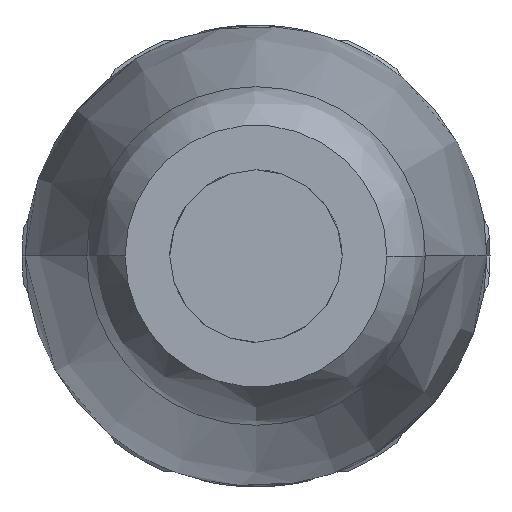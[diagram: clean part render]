
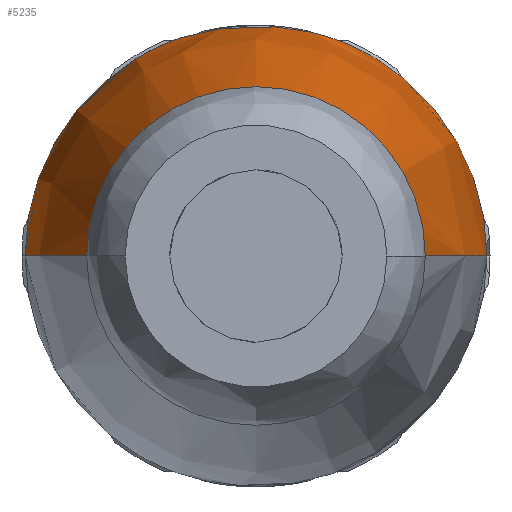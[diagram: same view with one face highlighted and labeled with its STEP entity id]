
A CAD part, front view. The second image highlights one B-rep face of the part: STEP entity #5235.
In plain terms, the highlighted face is a revolution surface.
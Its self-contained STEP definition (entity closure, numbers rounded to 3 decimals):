
#3687=SURFACE_OF_REVOLUTION('',#4677,#3691);
#3691=AXIS1_PLACEMENT('',#19453,#13516);
#4112=FACE_OUTER_BOUND('',#6015,.T.);
#4580=B_SPLINE_CURVE_WITH_KNOTS('',3,(#16765,#16766,#16767,#16768,#16769,
#16770,#16771,#16772,#16773,#16774,#16775,#16776,#16777,#16778,#16779,#16780,
#16781,#16782,#16783,#16784,#16785,#16786,#16787,#16788,#16789,#16790,#16791,
#16792,#16793,#16794,#16795,#16796,#16797,#16798,#16799,#16800,#16801,#16802,
#16803,#16804,#16805,#16806,#16807,#16808,#16809,#16810),.UNSPECIFIED.,
 .F.,.F.,(4,2,2,2,2,2,2,2,2,2,2,2,2,2,2,2,2,2,2,2,2,2,4),(0.,0.063,
0.094,0.109,0.125,0.188,
0.219,0.234,0.25,0.313,
0.375,0.5,0.563,0.625,0.688,0.719,
0.734,0.75,0.813,0.844,0.859,
0.875,1.),.UNSPECIFIED.);
#4581=B_SPLINE_CURVE_WITH_KNOTS('',3,(#16983,#16984,#16985,#16986),
 .UNSPECIFIED.,.F.,.F.,(4,4),(0.,1.),.UNSPECIFIED.);
#4671=B_SPLINE_CURVE_WITH_KNOTS('',3,(#19313,#19314,#19315,#19316,#19317,
#19318,#19319,#19320),.UNSPECIFIED.,.F.,.F.,(4,2,2,4),(0.,0.25,0.5,1.),
 .UNSPECIFIED.);
#4675=B_SPLINE_CURVE_WITH_KNOTS('',3,(#19422,#19423,#19424,#19425,#19426,
#19427,#19428,#19429,#19430),.UNSPECIFIED.,.F.,.F.,(4,1,1,1,1,1,4),(0.,
0.303,0.441,0.687,0.819,0.954,
1.),.UNSPECIFIED.);
#4676=B_SPLINE_CURVE_WITH_KNOTS('',3,(#19431,#19432,#19433,#19434,#19435,
#19436,#19437,#19438,#19439),.UNSPECIFIED.,.F.,.F.,(4,1,1,1,1,1,4),(0.,
0.046,0.181,0.313,0.559,0.697,
1.),.UNSPECIFIED.);
#4677=B_SPLINE_CURVE_WITH_KNOTS('',3,(#19442,#19443,#19444,#19445,#19446,
#19447,#19448,#19449,#19450,#19451,#19452),.UNSPECIFIED.,.F.,.F.,(4,1,1,
1,1,1,1,1,4),(0.,0.01,0.056,0.188,0.317,
0.558,0.693,0.99,1.),.UNSPECIFIED.);
#5235=ADVANCED_FACE('',(#4112),#3687,.F.);
#6015=EDGE_LOOP('',(#7259,#7260,#7261,#7262,#7263,#7264,#7265,#7266));
#6473=CIRCLE('',#12544,5.25);
#6474=CIRCLE('',#12546,7.5);
#6475=CIRCLE('',#12547,7.5);
#7259=ORIENTED_EDGE('',*,*,#10521,.T.);
#7260=ORIENTED_EDGE('',*,*,#10522,.F.);
#7261=ORIENTED_EDGE('',*,*,#10520,.F.);
#7262=ORIENTED_EDGE('',*,*,#10523,.F.);
#7263=ORIENTED_EDGE('',*,*,#10524,.T.);
#7264=ORIENTED_EDGE('',*,*,#10504,.T.);
#7265=ORIENTED_EDGE('',*,*,#10370,.T.);
#7266=ORIENTED_EDGE('',*,*,#10371,.T.);
#9466=VERTEX_POINT('',#16714);
#9469=VERTEX_POINT('',#16764);
#9470=VERTEX_POINT('',#16987);
#9557=VERTEX_POINT('',#19321);
#9567=VERTEX_POINT('',#19416);
#9568=VERTEX_POINT('',#19417);
#9569=VERTEX_POINT('',#19421);
#9570=VERTEX_POINT('',#19440);
#10370=EDGE_CURVE('',#9466,#9469,#4580,.T.);
#10371=EDGE_CURVE('',#9469,#9470,#4581,.T.);
#10504=EDGE_CURVE('',#9557,#9466,#4671,.T.);
#10520=EDGE_CURVE('',#9567,#9568,#6473,.T.);
#10521=EDGE_CURVE('',#9470,#9569,#6474,.T.);
#10522=EDGE_CURVE('',#9568,#9569,#4675,.T.);
#10523=EDGE_CURVE('',#9570,#9567,#4676,.T.);
#10524=EDGE_CURVE('',#9570,#9557,#6475,.T.);
#12544=AXIS2_PLACEMENT_3D('',#19418,#13508,#13509);
#12546=AXIS2_PLACEMENT_3D('',#19420,#13512,#13513);
#12547=AXIS2_PLACEMENT_3D('',#19441,#13514,#13515);
#13508=DIRECTION('',(0.,-1.,0.));
#13509=DIRECTION('',(1.,0.,0.));
#13512=DIRECTION('',(0.,-1.,0.));
#13513=DIRECTION('',(-0.521,0.,0.854));
#13514=DIRECTION('',(0.,-1.,0.));
#13515=DIRECTION('',(1.,0.,0.));
#13516=DIRECTION('',(0.,1.,0.));
#16714=CARTESIAN_POINT('',(3.9,-6.263,6.407));
#16764=CARTESIAN_POINT('',(-3.901,-6.261,6.406));
#16765=CARTESIAN_POINT('',(3.9,-6.263,6.407));
#16766=CARTESIAN_POINT('',(3.892,-7.477,6.412));
#16767=CARTESIAN_POINT('',(3.85,-8.597,6.437));
#16768=CARTESIAN_POINT('',(3.735,-10.122,6.503));
#16769=CARTESIAN_POINT('',(3.688,-10.605,6.53));
#16770=CARTESIAN_POINT('',(3.603,-11.289,6.577));
#16771=CARTESIAN_POINT('',(3.573,-11.511,6.594));
#16772=CARTESIAN_POINT('',(3.508,-11.941,6.629));
#16773=CARTESIAN_POINT('',(3.463,-12.202,6.653));
#16774=CARTESIAN_POINT('',(3.325,-12.944,6.724));
#16775=CARTESIAN_POINT('',(3.184,-13.487,6.795));
#16776=CARTESIAN_POINT('',(2.92,-14.225,6.91));
#16777=CARTESIAN_POINT('',(2.823,-14.458,6.949));
#16778=CARTESIAN_POINT('',(2.664,-14.789,7.009));
#16779=CARTESIAN_POINT('',(2.609,-14.895,7.029));
#16780=CARTESIAN_POINT('',(2.494,-15.103,7.069));
#16781=CARTESIAN_POINT('',(2.415,-15.234,7.095));
#16782=CARTESIAN_POINT('',(2.203,-15.565,7.162));
#16783=CARTESIAN_POINT('',(2.02,-15.796,7.214));
#16784=CARTESIAN_POINT('',(1.623,-16.19,7.307));
#16785=CARTESIAN_POINT('',(1.379,-16.371,7.353));
#16786=CARTESIAN_POINT('',(0.787,-16.708,7.44));
#16787=CARTESIAN_POINT('',(0.353,-16.818,7.47));
#16788=CARTESIAN_POINT('',(-0.235,-16.812,7.467));
#16789=CARTESIAN_POINT('',(-0.431,-16.781,7.459));
#16790=CARTESIAN_POINT('',(-0.821,-16.664,7.429));
#16791=CARTESIAN_POINT('',(-0.971,-16.603,7.414));
#16792=CARTESIAN_POINT('',(-1.444,-16.318,7.343));
#16793=CARTESIAN_POINT('',(-1.667,-16.139,7.298));
#16794=CARTESIAN_POINT('',(-1.979,-15.812,7.223));
#16795=CARTESIAN_POINT('',(-2.079,-15.694,7.196));
#16796=CARTESIAN_POINT('',(-2.224,-15.503,7.154));
#16797=CARTESIAN_POINT('',(-2.272,-15.437,7.14));
#16798=CARTESIAN_POINT('',(-2.365,-15.3,7.111));
#16799=CARTESIAN_POINT('',(-2.394,-15.256,7.102));
#16800=CARTESIAN_POINT('',(-2.7,-14.754,7.001));
#16801=CARTESIAN_POINT('',(-2.907,-14.303,6.917));
#16802=CARTESIAN_POINT('',(-3.161,-13.552,6.803));
#16803=CARTESIAN_POINT('',(-3.236,-13.289,6.767));
#16804=CARTESIAN_POINT('',(-3.336,-12.876,6.718));
#16805=CARTESIAN_POINT('',(-3.368,-12.736,6.702));
#16806=CARTESIAN_POINT('',(-3.426,-12.448,6.672));
#16807=CARTESIAN_POINT('',(-3.444,-12.353,6.662));
#16808=CARTESIAN_POINT('',(-3.745,-10.543,6.503));
#16809=CARTESIAN_POINT('',(-3.883,-8.564,6.418));
#16810=CARTESIAN_POINT('',(-3.901,-6.261,6.406));
#16983=CARTESIAN_POINT('',(-3.901,-6.261,6.406));
#16984=CARTESIAN_POINT('',(-3.905,-5.75,6.403));
#16985=CARTESIAN_POINT('',(-3.905,-4.854,6.401));
#16986=CARTESIAN_POINT('',(-3.904,-3.6,6.404));
#16987=CARTESIAN_POINT('',(-3.904,-3.6,6.404));
#19313=CARTESIAN_POINT('',(3.904,-3.6,6.404));
#19314=CARTESIAN_POINT('',(3.904,-3.697,6.404));
#19315=CARTESIAN_POINT('',(3.904,-3.853,6.404));
#19316=CARTESIAN_POINT('',(3.903,-4.281,6.404));
#19317=CARTESIAN_POINT('',(3.903,-4.598,6.404));
#19318=CARTESIAN_POINT('',(3.903,-5.469,6.405));
#19319=CARTESIAN_POINT('',(3.902,-5.929,6.405));
#19320=CARTESIAN_POINT('',(3.9,-6.263,6.407));
#19321=CARTESIAN_POINT('',(3.904,-3.6,6.404));
#19416=CARTESIAN_POINT('',(5.25,-31.6,0.));
#19417=CARTESIAN_POINT('',(-5.25,-31.6,0.));
#19418=CARTESIAN_POINT('',(0.,-31.6,0.));
#19420=CARTESIAN_POINT('',(0.,-3.6,0.));
#19421=CARTESIAN_POINT('',(-7.5,-3.6,0.));
#19422=CARTESIAN_POINT('',(-5.25,-31.6,0.));
#19423=CARTESIAN_POINT('',(-5.941,-28.813,0.));
#19424=CARTESIAN_POINT('',(-6.78,-24.786,0.));
#19425=CARTESIAN_POINT('',(-7.519,-18.394,0.));
#19426=CARTESIAN_POINT('',(-7.497,-13.446,0.));
#19427=CARTESIAN_POINT('',(-7.5,-8.589,0.));
#19428=CARTESIAN_POINT('',(-7.501,-5.677,0.));
#19429=CARTESIAN_POINT('',(-7.499,-4.021,0.));
#19430=CARTESIAN_POINT('',(-7.5,-3.6,0.));
#19431=CARTESIAN_POINT('',(7.5,-3.6,0.));
#19432=CARTESIAN_POINT('',(7.499,-4.021,0.));
#19433=CARTESIAN_POINT('',(7.501,-5.677,0.));
#19434=CARTESIAN_POINT('',(7.5,-8.589,0.));
#19435=CARTESIAN_POINT('',(7.497,-13.446,0.));
#19436=CARTESIAN_POINT('',(7.519,-18.394,0.));
#19437=CARTESIAN_POINT('',(6.78,-24.786,0.));
#19438=CARTESIAN_POINT('',(5.941,-28.813,0.));
#19439=CARTESIAN_POINT('',(5.25,-31.6,0.));
#19440=CARTESIAN_POINT('',(7.5,-3.6,0.));
#19441=CARTESIAN_POINT('',(0.,-3.6,0.));
#19442=CARTESIAN_POINT('',(7.501,-3.318,0.));
#19443=CARTESIAN_POINT('',(7.5,-3.412,0.));
#19444=CARTESIAN_POINT('',(7.499,-3.926,0.));
#19445=CARTESIAN_POINT('',(7.501,-5.677,0.));
#19446=CARTESIAN_POINT('',(7.5,-8.589,0.));
#19447=CARTESIAN_POINT('',(7.497,-13.446,0.));
#19448=CARTESIAN_POINT('',(7.519,-18.394,0.));
#19449=CARTESIAN_POINT('',(6.78,-24.786,0.));
#19450=CARTESIAN_POINT('',(5.922,-28.904,0.));
#19451=CARTESIAN_POINT('',(5.205,-31.783,0.));
#19452=CARTESIAN_POINT('',(5.182,-31.874,0.));
#19453=CARTESIAN_POINT('',(0.,-39.3,0.));
